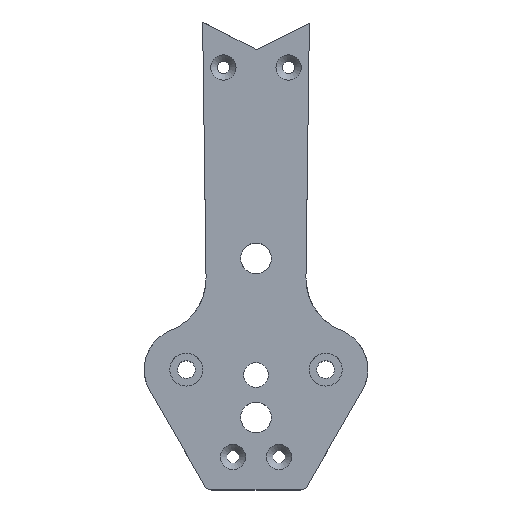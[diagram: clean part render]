
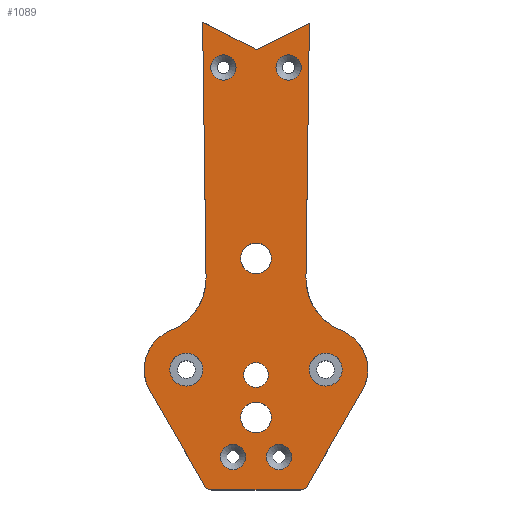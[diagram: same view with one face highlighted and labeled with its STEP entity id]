
A CAD part, top view. The second image highlights one B-rep face of the part: STEP entity #1089.
In plain terms, the highlighted planar face has unit normal (0, 0, 1).
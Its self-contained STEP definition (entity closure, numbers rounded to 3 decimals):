
#41=FACE_BOUND('',#181,.T.);
#42=FACE_BOUND('',#182,.T.);
#43=FACE_BOUND('',#183,.T.);
#44=FACE_BOUND('',#184,.T.);
#45=FACE_BOUND('',#185,.T.);
#46=FACE_BOUND('',#186,.T.);
#47=FACE_BOUND('',#187,.T.);
#48=FACE_BOUND('',#188,.T.);
#49=FACE_BOUND('',#189,.T.);
#70=PLANE('',#1200);
#115=FACE_OUTER_BOUND('',#180,.T.);
#180=EDGE_LOOP('',(#859,#860,#861,#862,#863,#864,#865,#866,#867,#868,#869,
#870,#871,#872));
#181=EDGE_LOOP('',(#873));
#182=EDGE_LOOP('',(#874));
#183=EDGE_LOOP('',(#875));
#184=EDGE_LOOP('',(#876));
#185=EDGE_LOOP('',(#877));
#186=EDGE_LOOP('',(#878));
#187=EDGE_LOOP('',(#879));
#188=EDGE_LOOP('',(#880));
#189=EDGE_LOOP('',(#881));
#230=LINE('',#1650,#307);
#238=LINE('',#1666,#315);
#243=LINE('',#1681,#320);
#277=LINE('',#1816,#354);
#278=LINE('',#1818,#355);
#279=LINE('',#1820,#356);
#280=LINE('',#1830,#357);
#307=VECTOR('',#1304,1000.);
#315=VECTOR('',#1314,1000.);
#320=VECTOR('',#1331,1000.);
#354=VECTOR('',#1461,1000.);
#355=VECTOR('',#1462,1000.);
#356=VECTOR('',#1463,1000.);
#357=VECTOR('',#1474,1000.);
#379=CIRCLE('',#1132,4.3);
#382=CIRCLE('',#1137,4.3);
#387=CIRCLE('',#1148,2.);
#388=CIRCLE('',#1154,2.);
#394=CIRCLE('',#1163,3.3);
#396=CIRCLE('',#1167,3.3);
#399=CIRCLE('',#1172,3.3);
#402=CIRCLE('',#1177,3.3);
#413=CIRCLE('',#1201,14.5);
#414=CIRCLE('',#1202,11.);
#415=CIRCLE('',#1203,11.);
#416=CIRCLE('',#1204,11.);
#417=CIRCLE('',#1205,14.5);
#418=CIRCLE('',#1206,4.);
#419=CIRCLE('',#1207,4.);
#420=CIRCLE('',#1208,3.2);
#452=VERTEX_POINT('',#1620);
#455=VERTEX_POINT('',#1629);
#460=VERTEX_POINT('',#1646);
#462=VERTEX_POINT('',#1649);
#466=VERTEX_POINT('',#1658);
#469=VERTEX_POINT('',#1664);
#470=VERTEX_POINT('',#1668);
#473=VERTEX_POINT('',#1679);
#484=VERTEX_POINT('',#1708);
#486=VERTEX_POINT('',#1716);
#489=VERTEX_POINT('',#1726);
#492=VERTEX_POINT('',#1736);
#513=VERTEX_POINT('',#1814);
#514=VERTEX_POINT('',#1815);
#515=VERTEX_POINT('',#1817);
#516=VERTEX_POINT('',#1819);
#517=VERTEX_POINT('',#1821);
#518=VERTEX_POINT('',#1823);
#519=VERTEX_POINT('',#1826);
#520=VERTEX_POINT('',#1828);
#521=VERTEX_POINT('',#1831);
#522=VERTEX_POINT('',#1833);
#523=VERTEX_POINT('',#1835);
#555=EDGE_CURVE('',#452,#452,#379,.T.);
#559=EDGE_CURVE('',#455,#455,#382,.T.);
#568=EDGE_CURVE('',#462,#460,#230,.T.);
#576=EDGE_CURVE('',#466,#469,#238,.T.);
#577=EDGE_CURVE('',#466,#470,#387,.T.);
#584=EDGE_CURVE('',#470,#473,#243,.T.);
#585=EDGE_CURVE('',#473,#460,#388,.T.);
#598=EDGE_CURVE('',#484,#484,#394,.T.);
#602=EDGE_CURVE('',#486,#486,#396,.T.);
#607=EDGE_CURVE('',#489,#489,#399,.T.);
#612=EDGE_CURVE('',#492,#492,#402,.T.);
#645=EDGE_CURVE('',#513,#514,#277,.T.);
#646=EDGE_CURVE('',#514,#515,#278,.T.);
#647=EDGE_CURVE('',#515,#516,#279,.T.);
#648=EDGE_CURVE('',#517,#516,#413,.T.);
#649=EDGE_CURVE('',#517,#518,#414,.T.);
#650=EDGE_CURVE('',#518,#462,#415,.T.);
#651=EDGE_CURVE('',#469,#519,#416,.T.);
#652=EDGE_CURVE('',#520,#519,#417,.T.);
#653=EDGE_CURVE('',#520,#513,#280,.T.);
#654=EDGE_CURVE('',#521,#521,#418,.T.);
#655=EDGE_CURVE('',#522,#522,#419,.T.);
#656=EDGE_CURVE('',#523,#523,#420,.T.);
#859=ORIENTED_EDGE('',*,*,#645,.T.);
#860=ORIENTED_EDGE('',*,*,#646,.T.);
#861=ORIENTED_EDGE('',*,*,#647,.T.);
#862=ORIENTED_EDGE('',*,*,#648,.F.);
#863=ORIENTED_EDGE('',*,*,#649,.T.);
#864=ORIENTED_EDGE('',*,*,#650,.T.);
#865=ORIENTED_EDGE('',*,*,#568,.T.);
#866=ORIENTED_EDGE('',*,*,#585,.F.);
#867=ORIENTED_EDGE('',*,*,#584,.F.);
#868=ORIENTED_EDGE('',*,*,#577,.F.);
#869=ORIENTED_EDGE('',*,*,#576,.T.);
#870=ORIENTED_EDGE('',*,*,#651,.T.);
#871=ORIENTED_EDGE('',*,*,#652,.F.);
#872=ORIENTED_EDGE('',*,*,#653,.T.);
#873=ORIENTED_EDGE('',*,*,#555,.T.);
#874=ORIENTED_EDGE('',*,*,#559,.T.);
#875=ORIENTED_EDGE('',*,*,#607,.F.);
#876=ORIENTED_EDGE('',*,*,#598,.F.);
#877=ORIENTED_EDGE('',*,*,#602,.F.);
#878=ORIENTED_EDGE('',*,*,#612,.F.);
#879=ORIENTED_EDGE('',*,*,#654,.T.);
#880=ORIENTED_EDGE('',*,*,#655,.T.);
#881=ORIENTED_EDGE('',*,*,#656,.T.);
#1089=ADVANCED_FACE('',(#115,#41,#42,#43,#44,#45,#46,#47,#48,#49),#70,.T.);
#1132=AXIS2_PLACEMENT_3D('',#1621,#1271,#1272);
#1137=AXIS2_PLACEMENT_3D('',#1630,#1282,#1283);
#1148=AXIS2_PLACEMENT_3D('',#1669,#1317,#1318);
#1154=AXIS2_PLACEMENT_3D('',#1683,#1334,#1335);
#1163=AXIS2_PLACEMENT_3D('',#1710,#1359,#1360);
#1167=AXIS2_PLACEMENT_3D('',#1718,#1369,#1370);
#1172=AXIS2_PLACEMENT_3D('',#1728,#1381,#1382);
#1177=AXIS2_PLACEMENT_3D('',#1738,#1393,#1394);
#1200=AXIS2_PLACEMENT_3D('',#1813,#1459,#1460);
#1201=AXIS2_PLACEMENT_3D('',#1822,#1464,#1465);
#1202=AXIS2_PLACEMENT_3D('',#1824,#1466,#1467);
#1203=AXIS2_PLACEMENT_3D('',#1825,#1468,#1469);
#1204=AXIS2_PLACEMENT_3D('',#1827,#1470,#1471);
#1205=AXIS2_PLACEMENT_3D('',#1829,#1472,#1473);
#1206=AXIS2_PLACEMENT_3D('',#1832,#1475,#1476);
#1207=AXIS2_PLACEMENT_3D('',#1834,#1477,#1478);
#1208=AXIS2_PLACEMENT_3D('',#1836,#1479,#1480);
#1271=DIRECTION('center_axis',(0.,0.,-1.));
#1272=DIRECTION('ref_axis',(1.,0.,0.));
#1282=DIRECTION('center_axis',(0.,0.,-1.));
#1283=DIRECTION('ref_axis',(1.,0.,0.));
#1304=DIRECTION('',(0.5,-0.866,0.));
#1314=DIRECTION('',(0.5,0.866,0.));
#1317=DIRECTION('center_axis',(0.,0.,-1.));
#1318=DIRECTION('ref_axis',(0.5,-0.866,0.));
#1331=DIRECTION('',(-1.,0.,0.));
#1334=DIRECTION('center_axis',(0.,0.,-1.));
#1335=DIRECTION('ref_axis',(-0.5,-0.866,0.));
#1359=DIRECTION('center_axis',(0.,0.,1.));
#1360=DIRECTION('ref_axis',(-1.,0.,0.));
#1369=DIRECTION('center_axis',(0.,0.,1.));
#1370=DIRECTION('ref_axis',(-1.,0.,0.));
#1381=DIRECTION('center_axis',(0.,0.,1.));
#1382=DIRECTION('ref_axis',(-1.,0.,0.));
#1393=DIRECTION('center_axis',(0.,0.,1.));
#1394=DIRECTION('ref_axis',(-1.,0.,0.));
#1459=DIRECTION('center_axis',(0.,0.,1.));
#1460=DIRECTION('ref_axis',(-1.,0.,0.));
#1461=DIRECTION('',(-0.898,-0.441,0.));
#1462=DIRECTION('',(-0.889,0.457,0.));
#1463=DIRECTION('',(0.013,-1.,0.));
#1464=DIRECTION('center_axis',(0.,0.,1.));
#1465=DIRECTION('ref_axis',(0.83,-0.557,0.));
#1466=DIRECTION('center_axis',(0.,0.,1.));
#1467=DIRECTION('ref_axis',(1.,0.,0.));
#1468=DIRECTION('center_axis',(0.,0.,1.));
#1469=DIRECTION('ref_axis',(1.,0.,0.));
#1470=DIRECTION('center_axis',(0.,0.,1.));
#1471=DIRECTION('ref_axis',(1.,0.,0.));
#1472=DIRECTION('center_axis',(0.,0.,1.));
#1473=DIRECTION('ref_axis',(-0.83,-0.557,0.));
#1474=DIRECTION('',(0.013,1.,0.));
#1475=DIRECTION('center_axis',(0.,0.,-1.));
#1476=DIRECTION('ref_axis',(-1.,0.,0.));
#1477=DIRECTION('center_axis',(0.,0.,-1.));
#1478=DIRECTION('ref_axis',(-1.,0.,0.));
#1479=DIRECTION('center_axis',(0.,0.,-1.));
#1480=DIRECTION('ref_axis',(-1.,0.,0.));
#1620=CARTESIAN_POINT('',(18.413,51.201,23.));
#1621=CARTESIAN_POINT('Origin',(22.713,51.201,23.));
#1629=CARTESIAN_POINT('',(-17.923,51.201,23.));
#1630=CARTESIAN_POINT('Origin',(-13.623,51.201,23.));
#1646=CARTESIAN_POINT('',(-8.759,20.799,23.));
#1649=CARTESIAN_POINT('',(-23.147,45.697,23.));
#1650=CARTESIAN_POINT('',(-7.95,19.4,23.));
#1658=CARTESIAN_POINT('',(17.849,20.799,23.));
#1664=CARTESIAN_POINT('',(32.237,45.697,23.));
#1666=CARTESIAN_POINT('',(17.04,19.4,23.));
#1668=CARTESIAN_POINT('',(16.117,19.8,23.));
#1669=CARTESIAN_POINT('Origin',(16.117,21.8,23.));
#1679=CARTESIAN_POINT('',(-7.027,19.8,23.));
#1681=CARTESIAN_POINT('',(-1.703,19.8,23.));
#1683=CARTESIAN_POINT('Origin',(-7.027,21.8,23.));
#1708=CARTESIAN_POINT('',(-0.655,130.,23.));
#1710=CARTESIAN_POINT('Origin',(-3.955,130.,23.));
#1716=CARTESIAN_POINT('',(16.345,130.,23.));
#1718=CARTESIAN_POINT('Origin',(13.045,130.,23.));
#1726=CARTESIAN_POINT('',(1.845,28.4,23.));
#1728=CARTESIAN_POINT('Origin',(-1.455,28.4,23.));
#1736=CARTESIAN_POINT('',(13.845,28.4,23.));
#1738=CARTESIAN_POINT('Origin',(10.545,28.4,23.));
#1813=CARTESIAN_POINT('Origin',(4.545,138.,23.));
#1814=CARTESIAN_POINT('',(18.464,141.487,23.));
#1815=CARTESIAN_POINT('',(4.596,134.676,23.));
#1816=CARTESIAN_POINT('',(5.233,134.989,23.));
#1817=CARTESIAN_POINT('',(-9.379,141.862,23.));
#1818=CARTESIAN_POINT('',(-3.09,138.629,23.));
#1819=CARTESIAN_POINT('',(-8.483,75.116,23.));
#1820=CARTESIAN_POINT('',(-10.455,222.05,23.));
#1821=CARTESIAN_POINT('',(-17.66,61.433,23.));
#1822=CARTESIAN_POINT('Origin',(-22.982,74.921,23.));
#1823=CARTESIAN_POINT('',(-24.623,51.201,23.));
#1824=CARTESIAN_POINT('Origin',(-13.623,51.201,23.));
#1825=CARTESIAN_POINT('Origin',(-13.623,51.201,23.));
#1826=CARTESIAN_POINT('',(26.75,61.433,23.));
#1827=CARTESIAN_POINT('Origin',(22.713,51.201,23.));
#1828=CARTESIAN_POINT('',(17.573,75.116,23.));
#1829=CARTESIAN_POINT('Origin',(32.072,74.921,23.));
#1830=CARTESIAN_POINT('',(19.545,222.05,23.));
#1831=CARTESIAN_POINT('',(8.545,80.201,23.));
#1832=CARTESIAN_POINT('Origin',(4.545,80.201,23.));
#1833=CARTESIAN_POINT('',(8.545,38.7,23.));
#1834=CARTESIAN_POINT('Origin',(4.545,38.7,23.));
#1835=CARTESIAN_POINT('',(7.745,49.8,23.));
#1836=CARTESIAN_POINT('Origin',(4.545,49.8,23.));
